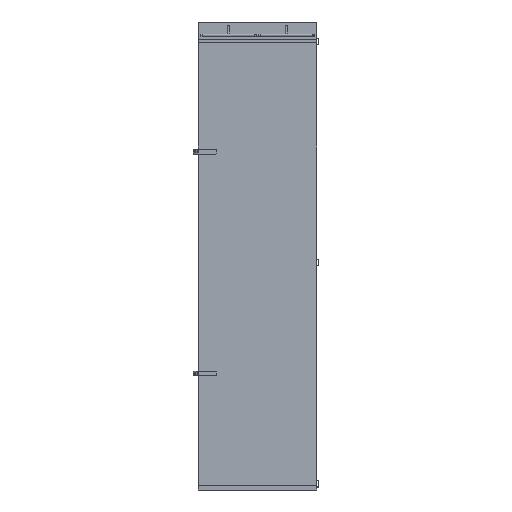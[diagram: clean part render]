
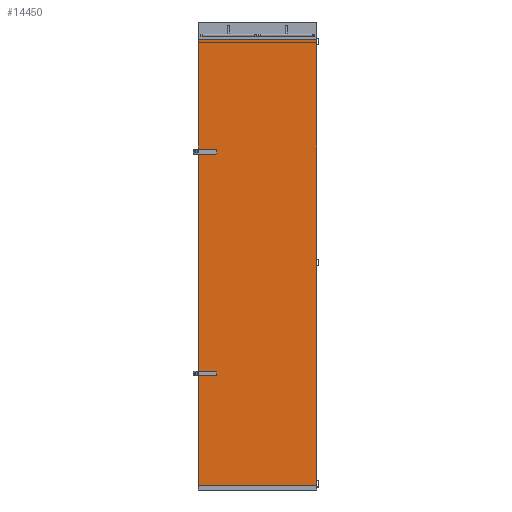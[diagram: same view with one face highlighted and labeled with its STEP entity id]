
A CAD part, front view. The second image highlights one B-rep face of the part: STEP entity #14450.
In plain terms, the highlighted planar face has unit normal (0, -1, 0).
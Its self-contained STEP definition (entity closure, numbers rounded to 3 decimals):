
#539 = DIRECTION ( 'NONE',  ( 0., 0., -1. ) ) ;
#557 = DIRECTION ( 'NONE',  ( 0., -1., 0. ) ) ;
#578 = PLANE ( 'NONE',  #5411 ) ;
#619 = CARTESIAN_POINT ( 'NONE',  ( -1125., 0., -8450. ) ) ;
#748 = DIRECTION ( 'NONE',  ( 0., 0., 1. ) ) ;
#861 = CARTESIAN_POINT ( 'NONE',  ( -1125., 0., -8450. ) ) ;
#1082 = VERTEX_POINT ( 'NONE', #7100 ) ;
#2966 = VECTOR ( 'NONE', #10977, 1000. ) ;
#2982 = VECTOR ( 'NONE', #10971, 1000. ) ;
#2984 = LINE ( 'NONE', #11017, #2982 ) ;
#3039 = LINE ( 'NONE', #11129, #2966 ) ;
#3058 = VECTOR ( 'NONE', #11081, 1000. ) ;
#3099 = LINE ( 'NONE', #11136, #3058 ) ;
#3283 = EDGE_CURVE ( 'NONE', #6560, #7562, #4547, .T. ) ;
#3793 = EDGE_CURVE ( 'NONE', #1082, #6166, #3099, .T. ) ;
#3826 = EDGE_CURVE ( 'NONE', #7562, #6166, #3039, .T. ) ;
#3849 = EDGE_CURVE ( 'NONE', #6560, #1082, #2984, .T. ) ;
#4547 = LINE ( 'NONE', #861, #6538 ) ;
#5186 = EDGE_LOOP ( 'NONE', ( #8477, #8696, #8747, #8774 ) ) ;
#5411 = AXIS2_PLACEMENT_3D ( 'NONE', #619, #557, #539 ) ;
#6166 = VERTEX_POINT ( 'NONE', #16196 ) ;
#6538 = VECTOR ( 'NONE', #748, 1000. ) ;
#6560 = VERTEX_POINT ( 'NONE', #13269 ) ;
#7100 = CARTESIAN_POINT ( 'NONE',  ( 1125., 0., -8450. ) ) ;
#7562 = VERTEX_POINT ( 'NONE', #12001 ) ;
#8477 = ORIENTED_EDGE ( 'NONE', *, *, #3826, .F. ) ;
#8696 = ORIENTED_EDGE ( 'NONE', *, *, #3283, .F. ) ;
#8747 = ORIENTED_EDGE ( 'NONE', *, *, #3849, .T. ) ;
#8774 = ORIENTED_EDGE ( 'NONE', *, *, #3793, .T. ) ;
#10971 = DIRECTION ( 'NONE',  ( 1., 0., 0. ) ) ;
#10977 = DIRECTION ( 'NONE',  ( 1., 0., 0. ) ) ;
#11017 = CARTESIAN_POINT ( 'NONE',  ( -1125., 0., -8450. ) ) ;
#11081 = DIRECTION ( 'NONE',  ( 0., 0., 1. ) ) ;
#11129 = CARTESIAN_POINT ( 'NONE',  ( -1125., 0., 0. ) ) ;
#11136 = CARTESIAN_POINT ( 'NONE',  ( 1125., 0., -8450. ) ) ;
#11492 = FACE_OUTER_BOUND ( 'NONE', #5186, .T. ) ;
#12001 = CARTESIAN_POINT ( 'NONE',  ( -1125., 0., 0. ) ) ;
#13269 = CARTESIAN_POINT ( 'NONE',  ( -1125., 0., -8450. ) ) ;
#14450 = ADVANCED_FACE ( 'NONE', ( #11492 ), #578, .T. ) ;
#16196 = CARTESIAN_POINT ( 'NONE',  ( 1125., 0., 0. ) ) ;
